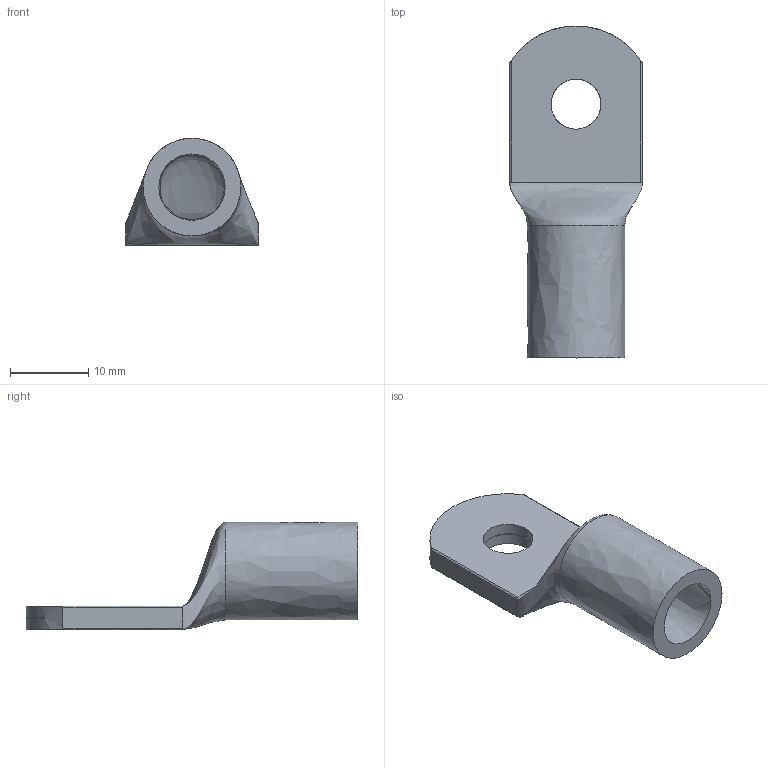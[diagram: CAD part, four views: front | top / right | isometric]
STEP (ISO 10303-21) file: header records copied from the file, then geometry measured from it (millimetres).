
FILE_DESCRIPTION( ( 'Unknown' ), '1' );
FILE_NAME( '5580635.stp', 'Unknown', ( 'Unknown' ), ( 'Unknown' ), 'PSStep 19.0.9', 'Unknown', ' ' );
FILE_SCHEMA( ( 'AUTOMOTIVE_DESIGN { 1 0 10303 214 1 1 1 1 }' ) );
Length unit declared in the file: millimetre
Products named in the file (1): 1
Bounding box: 17 x 42.5 x 13.75 mm (x, y, z)
Volume: 2257.3 mm3; surface area: 2911.4 mm2
Topology: 1 solids, 1 shells, 24 faces, 77 edges, 55 vertices
Faces by surface type: bspline 12, plane 9, cylinder 3
Full cylindrical faces by diameter (mm): 6.4 x2
Entity records: 2440 total; most frequent: CARTESIAN_POINT 1702, ORIENTED_EDGE 142, EDGE_CURVE 71, DIRECTION 58, VERTEX_POINT 53, B_SPLINE_CURVE_WITH_KNOTS 37, EDGE_LOOP 34, FACE_OUTER_BOUND 28
